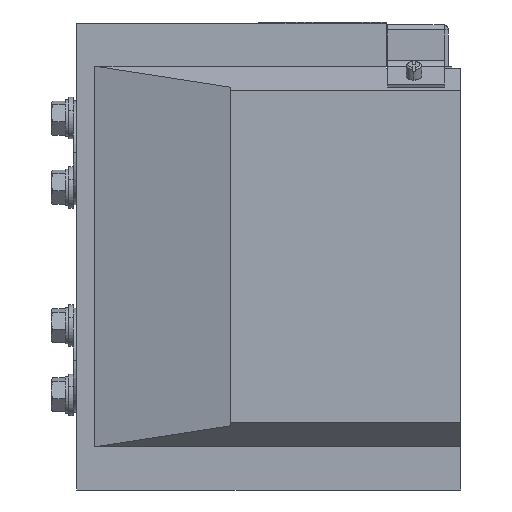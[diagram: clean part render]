
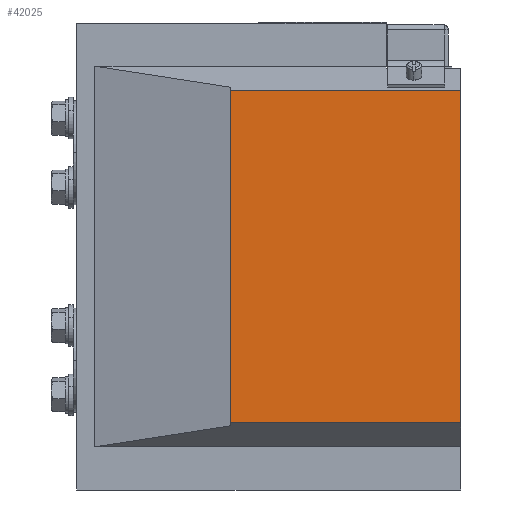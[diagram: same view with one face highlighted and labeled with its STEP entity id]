
A CAD part, left-side view. The second image highlights one B-rep face of the part: STEP entity #42025.
In plain terms, the highlighted planar face has unit normal (-1, 0, 0).
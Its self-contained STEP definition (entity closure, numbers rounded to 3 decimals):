
#4567 = VERTEX_POINT ( 'NONE', #72084 ) ;
#13652 = CARTESIAN_POINT ( 'NONE',  ( -74., 133., 135. ) ) ;
#32334 = EDGE_CURVE ( 'NONE', #132622, #104338, #46058, .T. ) ;
#34247 = AXIS2_PLACEMENT_3D ( 'NONE', #39214, #187190, #98656 ) ;
#39214 = CARTESIAN_POINT ( 'NONE',  ( -74., 133., 135. ) ) ;
#40129 = CARTESIAN_POINT ( 'NONE',  ( -74., 0., 135. ) ) ;
#42025 = ADVANCED_FACE ( 'NONE', ( #149208 ), #172354, .F. ) ;
#46058 = LINE ( 'NONE', #114080, #159402 ) ;
#51096 = LINE ( 'NONE', #40129, #129731 ) ;
#53682 = VECTOR ( 'NONE', #160725, 1000. ) ;
#54372 = DIRECTION ( 'NONE',  ( 0., 0., -1. ) ) ;
#60144 = CARTESIAN_POINT ( 'NONE',  ( -74., 0., -96.144 ) ) ;
#72084 = CARTESIAN_POINT ( 'NONE',  ( -74., 0., 96.144 ) ) ;
#79730 = LINE ( 'NONE', #13652, #119086 ) ;
#85113 = EDGE_LOOP ( 'NONE', ( #95694, #112561, #132344, #184484 ) ) ;
#91417 = EDGE_CURVE ( 'NONE', #152430, #4567, #136926, .T. ) ;
#95694 = ORIENTED_EDGE ( 'NONE', *, *, #155264, .T. ) ;
#98656 = DIRECTION ( 'NONE',  ( 0., 0., -1. ) ) ;
#98855 = EDGE_CURVE ( 'NONE', #4567, #104338, #51096, .T. ) ;
#102199 = DIRECTION ( 'NONE',  ( 0., 0., -1. ) ) ;
#104338 = VERTEX_POINT ( 'NONE', #60144 ) ;
#112561 = ORIENTED_EDGE ( 'NONE', *, *, #32334, .T. ) ;
#114080 = CARTESIAN_POINT ( 'NONE',  ( -74., 222.001, -96.144 ) ) ;
#119086 = VECTOR ( 'NONE', #102199, 1000. ) ;
#129731 = VECTOR ( 'NONE', #54372, 1000. ) ;
#132344 = ORIENTED_EDGE ( 'NONE', *, *, #98855, .F. ) ;
#132622 = VERTEX_POINT ( 'NONE', #149489 ) ;
#133131 = CARTESIAN_POINT ( 'NONE',  ( -74., 133., 96.144 ) ) ;
#136926 = LINE ( 'NONE', #145874, #53682 ) ;
#145874 = CARTESIAN_POINT ( 'NONE',  ( -74., 222.001, 96.144 ) ) ;
#149208 = FACE_OUTER_BOUND ( 'NONE', #85113, .T. ) ;
#149489 = CARTESIAN_POINT ( 'NONE',  ( -74., 133., -96.144 ) ) ;
#152430 = VERTEX_POINT ( 'NONE', #133131 ) ;
#155264 = EDGE_CURVE ( 'NONE', #152430, #132622, #79730, .T. ) ;
#156843 = DIRECTION ( 'NONE',  ( 0., -1., 0. ) ) ;
#159402 = VECTOR ( 'NONE', #156843, 1000. ) ;
#160725 = DIRECTION ( 'NONE',  ( 0., -1., 0. ) ) ;
#172354 = PLANE ( 'NONE',  #34247 ) ;
#184484 = ORIENTED_EDGE ( 'NONE', *, *, #91417, .F. ) ;
#187190 = DIRECTION ( 'NONE',  ( 1., 0., 0. ) ) ;
